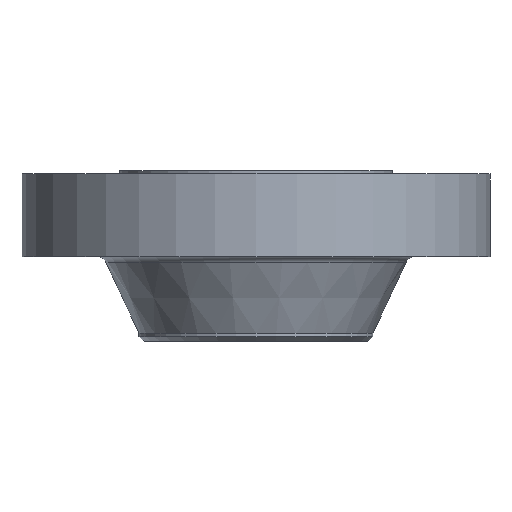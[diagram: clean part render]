
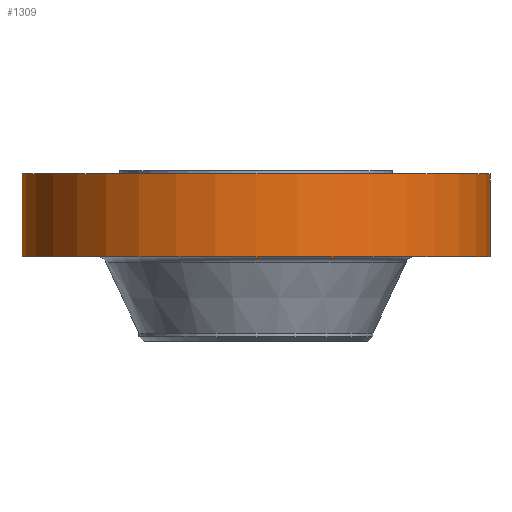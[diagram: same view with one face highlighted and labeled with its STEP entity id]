
A CAD part, front view. The second image highlights one B-rep face of the part: STEP entity #1309.
In plain terms, the highlighted cylindrical face has radius 457.2 mm (diameter 914.4 mm), a partial arc.
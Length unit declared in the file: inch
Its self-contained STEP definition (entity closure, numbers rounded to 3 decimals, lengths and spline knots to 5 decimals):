
#78 = EDGE_CURVE ( 'NONE', #935, #1245, #951, .T. ) ;
#101 = ORIENTED_EDGE ( 'NONE', *, *, #78, .T. ) ;
#209 = EDGE_CURVE ( 'NONE', #787, #746, #1359, .T. ) ;
#274 = DIRECTION ( 'NONE',  ( 1., 0., 0. ) ) ;
#295 = AXIS2_PLACEMENT_3D ( 'NONE', #1048, #1441, #491 ) ;
#298 = CARTESIAN_POINT ( 'NONE',  ( 0., 0., 0. ) ) ;
#442 = DIRECTION ( 'NONE',  ( 0., 0., 1. ) ) ;
#491 = DIRECTION ( 'NONE',  ( 1., 0., 0. ) ) ;
#531 = DIRECTION ( 'NONE',  ( 0., 0., 1. ) ) ;
#532 = EDGE_LOOP ( 'NONE', ( #883, #539, #101, #1410 ) ) ;
#537 = VECTOR ( 'NONE', #1314, 39.37008 ) ;
#539 = ORIENTED_EDGE ( 'NONE', *, *, #704, .T. ) ;
#583 = DIRECTION ( 'NONE',  ( 0., 0., 1. ) ) ;
#704 = EDGE_CURVE ( 'NONE', #787, #935, #826, .T. ) ;
#728 = CARTESIAN_POINT ( 'NONE',  ( -18., 0., -6.625 ) ) ;
#746 = VERTEX_POINT ( 'NONE', #947 ) ;
#777 = VECTOR ( 'NONE', #583, 39.37008 ) ;
#787 = VERTEX_POINT ( 'NONE', #728 ) ;
#826 = CIRCLE ( 'NONE', #999, 18. ) ;
#831 = CYLINDRICAL_SURFACE ( 'NONE', #997, 18. ) ;
#883 = ORIENTED_EDGE ( 'NONE', *, *, #209, .F. ) ;
#935 = VERTEX_POINT ( 'NONE', #1546 ) ;
#947 = CARTESIAN_POINT ( 'NONE',  ( -18., 0., -0.25 ) ) ;
#951 = LINE ( 'NONE', #1475, #537 ) ;
#997 = AXIS2_PLACEMENT_3D ( 'NONE', #298, #442, #274 ) ;
#999 = AXIS2_PLACEMENT_3D ( 'NONE', #1199, #531, #1033 ) ;
#1033 = DIRECTION ( 'NONE',  ( 1., 0., 0. ) ) ;
#1048 = CARTESIAN_POINT ( 'NONE',  ( 0., 0., -0.25 ) ) ;
#1199 = CARTESIAN_POINT ( 'NONE',  ( 0., 0., -6.625 ) ) ;
#1245 = VERTEX_POINT ( 'NONE', #1295 ) ;
#1295 = CARTESIAN_POINT ( 'NONE',  ( 18., 0., -0.25 ) ) ;
#1309 = ADVANCED_FACE ( 'NONE', ( #1490 ), #831, .T. ) ;
#1314 = DIRECTION ( 'NONE',  ( 0., 0., 1. ) ) ;
#1359 = LINE ( 'NONE', #1610, #777 ) ;
#1410 = ORIENTED_EDGE ( 'NONE', *, *, #1651, .F. ) ;
#1441 = DIRECTION ( 'NONE',  ( 0., 0., 1. ) ) ;
#1475 = CARTESIAN_POINT ( 'NONE',  ( 18., 0., 0. ) ) ;
#1490 = FACE_OUTER_BOUND ( 'NONE', #532, .T. ) ;
#1546 = CARTESIAN_POINT ( 'NONE',  ( 18., 0., -6.625 ) ) ;
#1610 = CARTESIAN_POINT ( 'NONE',  ( -18., 0., 0. ) ) ;
#1627 = CIRCLE ( 'NONE', #295, 18. ) ;
#1651 = EDGE_CURVE ( 'NONE', #746, #1245, #1627, .T. ) ;
